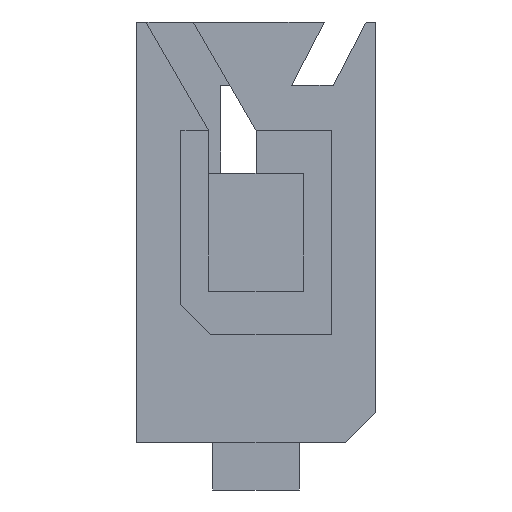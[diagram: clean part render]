
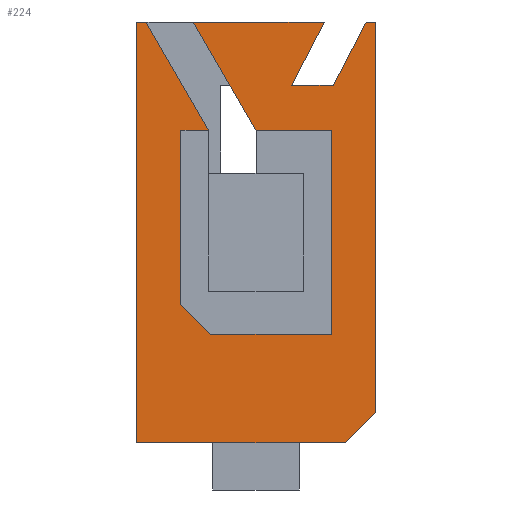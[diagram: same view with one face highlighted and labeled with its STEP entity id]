
A CAD part, front view. The second image highlights one B-rep face of the part: STEP entity #224.
In plain terms, the highlighted planar face has unit normal (0, -1, 0).
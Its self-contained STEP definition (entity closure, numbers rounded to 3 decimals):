
#32 = VERTEX_POINT('',#33);
#33 = CARTESIAN_POINT('',(10.1,-24.4,53.93));
#39 = EDGE_CURVE('',#32,#40,#42,.T.);
#40 = VERTEX_POINT('',#41);
#41 = CARTESIAN_POINT('',(9.3,-24.4,53.93));
#42 = LINE('',#43,#44);
#43 = CARTESIAN_POINT('',(10.1,-24.4,53.93));
#44 = VECTOR('',#45,1.);
#45 = DIRECTION('',(-1.,0.,0.));
#206 = VERTEX_POINT('',#207);
#207 = CARTESIAN_POINT('',(6.53,-24.4,48.57));
#213 = EDGE_CURVE('',#206,#40,#214,.T.);
#214 = LINE('',#215,#216);
#215 = CARTESIAN_POINT('',(3.345,-24.4,42.407));
#216 = VECTOR('',#217,1.);
#217 = DIRECTION('',(0.459,0.,0.888));
#224 = ADVANCED_FACE('',(#225),#371,.F.);
#225 = FACE_BOUND('',#226,.F.);
#226 = EDGE_LOOP('',(#227,#228,#236,#244,#252,#260,#268,#276,#284,#292,
    #300,#308,#316,#324,#332,#340,#348,#356,#364,#370));
#227 = ORIENTED_EDGE('',*,*,#39,.F.);
#228 = ORIENTED_EDGE('',*,*,#229,.F.);
#229 = EDGE_CURVE('',#230,#32,#232,.T.);
#230 = VERTEX_POINT('',#231);
#231 = CARTESIAN_POINT('',(10.1,-24.4,20.91));
#232 = LINE('',#233,#234);
#233 = CARTESIAN_POINT('',(10.1,-24.4,20.91));
#234 = VECTOR('',#235,1.);
#235 = DIRECTION('',(0.,0.,1.));
#236 = ORIENTED_EDGE('',*,*,#237,.T.);
#237 = EDGE_CURVE('',#230,#238,#240,.T.);
#238 = VERTEX_POINT('',#239);
#239 = CARTESIAN_POINT('',(7.56,-24.4,18.37));
#240 = LINE('',#241,#242);
#241 = CARTESIAN_POINT('',(10.1,-24.4,20.91));
#242 = VECTOR('',#243,1.);
#243 = DIRECTION('',(-0.707,0.,-0.707
    ));
#244 = ORIENTED_EDGE('',*,*,#245,.F.);
#245 = EDGE_CURVE('',#246,#238,#248,.T.);
#246 = VERTEX_POINT('',#247);
#247 = CARTESIAN_POINT('',(3.65,-24.4,18.37));
#248 = LINE('',#249,#250);
#249 = CARTESIAN_POINT('',(-10.1,-24.4,18.37));
#250 = VECTOR('',#251,1.);
#251 = DIRECTION('',(1.,0.,0.));
#252 = ORIENTED_EDGE('',*,*,#253,.F.);
#253 = EDGE_CURVE('',#254,#246,#256,.T.);
#254 = VERTEX_POINT('',#255);
#255 = CARTESIAN_POINT('',(-3.65,-24.4,18.37));
#256 = LINE('',#257,#258);
#257 = CARTESIAN_POINT('',(-10.1,-24.4,18.37));
#258 = VECTOR('',#259,1.);
#259 = DIRECTION('',(1.,0.,0.));
#260 = ORIENTED_EDGE('',*,*,#261,.F.);
#261 = EDGE_CURVE('',#262,#254,#264,.T.);
#262 = VERTEX_POINT('',#263);
#263 = CARTESIAN_POINT('',(-10.1,-24.4,18.37));
#264 = LINE('',#265,#266);
#265 = CARTESIAN_POINT('',(-10.1,-24.4,18.37));
#266 = VECTOR('',#267,1.);
#267 = DIRECTION('',(1.,0.,0.));
#268 = ORIENTED_EDGE('',*,*,#269,.F.);
#269 = EDGE_CURVE('',#270,#262,#272,.T.);
#270 = VERTEX_POINT('',#271);
#271 = CARTESIAN_POINT('',(-10.1,-24.4,53.93));
#272 = LINE('',#273,#274);
#273 = CARTESIAN_POINT('',(-10.1,-24.4,53.93));
#274 = VECTOR('',#275,1.);
#275 = DIRECTION('',(0.,0.,-1.));
#276 = ORIENTED_EDGE('',*,*,#277,.F.);
#277 = EDGE_CURVE('',#278,#270,#280,.T.);
#278 = VERTEX_POINT('',#279);
#279 = CARTESIAN_POINT('',(-9.3,-24.4,53.93));
#280 = LINE('',#281,#282);
#281 = CARTESIAN_POINT('',(10.1,-24.4,53.93));
#282 = VECTOR('',#283,1.);
#283 = DIRECTION('',(-1.,0.,0.));
#284 = ORIENTED_EDGE('',*,*,#285,.F.);
#285 = EDGE_CURVE('',#286,#278,#288,.T.);
#286 = VERTEX_POINT('',#287);
#287 = CARTESIAN_POINT('',(-4.,-24.4,44.785));
#288 = LINE('',#289,#290);
#289 = CARTESIAN_POINT('',(-4.,-24.4,44.785));
#290 = VECTOR('',#291,1.);
#291 = DIRECTION('',(-0.501,0.,0.865)
  );
#292 = ORIENTED_EDGE('',*,*,#293,.F.);
#293 = EDGE_CURVE('',#294,#286,#296,.T.);
#294 = VERTEX_POINT('',#295);
#295 = CARTESIAN_POINT('',(-6.35,-24.4,44.785));
#296 = LINE('',#297,#298);
#297 = CARTESIAN_POINT('',(-6.35,-24.4,44.785));
#298 = VECTOR('',#299,1.);
#299 = DIRECTION('',(1.,0.,0.));
#300 = ORIENTED_EDGE('',*,*,#301,.T.);
#301 = EDGE_CURVE('',#294,#302,#304,.T.);
#302 = VERTEX_POINT('',#303);
#303 = CARTESIAN_POINT('',(-6.35,-24.4,30.055));
#304 = LINE('',#305,#306);
#305 = CARTESIAN_POINT('',(-6.35,-24.4,44.785));
#306 = VECTOR('',#307,1.);
#307 = DIRECTION('',(0.,0.,-1.));
#308 = ORIENTED_EDGE('',*,*,#309,.T.);
#309 = EDGE_CURVE('',#302,#310,#312,.T.);
#310 = VERTEX_POINT('',#311);
#311 = CARTESIAN_POINT('',(-3.81,-24.4,27.515));
#312 = LINE('',#313,#314);
#313 = CARTESIAN_POINT('',(-6.35,-24.4,30.055));
#314 = VECTOR('',#315,1.);
#315 = DIRECTION('',(0.707,0.,-0.707)
  );
#316 = ORIENTED_EDGE('',*,*,#317,.T.);
#317 = EDGE_CURVE('',#310,#318,#320,.T.);
#318 = VERTEX_POINT('',#319);
#319 = CARTESIAN_POINT('',(6.35,-24.4,27.515));
#320 = LINE('',#321,#322);
#321 = CARTESIAN_POINT('',(-3.81,-24.4,27.515));
#322 = VECTOR('',#323,1.);
#323 = DIRECTION('',(1.,0.,0.));
#324 = ORIENTED_EDGE('',*,*,#325,.F.);
#325 = EDGE_CURVE('',#326,#318,#328,.T.);
#326 = VERTEX_POINT('',#327);
#327 = CARTESIAN_POINT('',(6.35,-24.4,44.785));
#328 = LINE('',#329,#330);
#329 = CARTESIAN_POINT('',(6.35,-24.4,44.785));
#330 = VECTOR('',#331,1.);
#331 = DIRECTION('',(0.,0.,-1.));
#332 = ORIENTED_EDGE('',*,*,#333,.T.);
#333 = EDGE_CURVE('',#326,#334,#336,.T.);
#334 = VERTEX_POINT('',#335);
#335 = CARTESIAN_POINT('',(0.,-24.4,44.785));
#336 = LINE('',#337,#338);
#337 = CARTESIAN_POINT('',(6.35,-24.4,44.785));
#338 = VECTOR('',#339,1.);
#339 = DIRECTION('',(-1.,0.,0.));
#340 = ORIENTED_EDGE('',*,*,#341,.T.);
#341 = EDGE_CURVE('',#334,#342,#344,.T.);
#342 = VERTEX_POINT('',#343);
#343 = CARTESIAN_POINT('',(-5.3,-24.4,53.93));
#344 = LINE('',#345,#346);
#345 = CARTESIAN_POINT('',(0.,-24.4,44.785));
#346 = VECTOR('',#347,1.);
#347 = DIRECTION('',(-0.501,0.,0.865)
  );
#348 = ORIENTED_EDGE('',*,*,#349,.F.);
#349 = EDGE_CURVE('',#350,#342,#352,.T.);
#350 = VERTEX_POINT('',#351);
#351 = CARTESIAN_POINT('',(5.77,-24.4,53.93));
#352 = LINE('',#353,#354);
#353 = CARTESIAN_POINT('',(10.1,-24.4,53.93));
#354 = VECTOR('',#355,1.);
#355 = DIRECTION('',(-1.,0.,0.));
#356 = ORIENTED_EDGE('',*,*,#357,.T.);
#357 = EDGE_CURVE('',#350,#358,#360,.T.);
#358 = VERTEX_POINT('',#359);
#359 = CARTESIAN_POINT('',(3.,-24.4,48.57));
#360 = LINE('',#361,#362);
#361 = CARTESIAN_POINT('',(1.572,-24.4,45.806));
#362 = VECTOR('',#363,1.);
#363 = DIRECTION('',(-0.459,0.,-0.888));
#364 = ORIENTED_EDGE('',*,*,#365,.T.);
#365 = EDGE_CURVE('',#358,#206,#366,.T.);
#366 = LINE('',#367,#368);
#367 = CARTESIAN_POINT('',(1.426,-24.4,48.57));
#368 = VECTOR('',#369,1.);
#369 = DIRECTION('',(1.,0.,0.));
#370 = ORIENTED_EDGE('',*,*,#213,.T.);
#371 = PLANE('',#372);
#372 = AXIS2_PLACEMENT_3D('',#373,#374,#375);
#373 = CARTESIAN_POINT('',(-0.149,-24.4,36.403));
#374 = DIRECTION('',(0.,1.,0.));
#375 = DIRECTION('',(0.,0.,1.));
